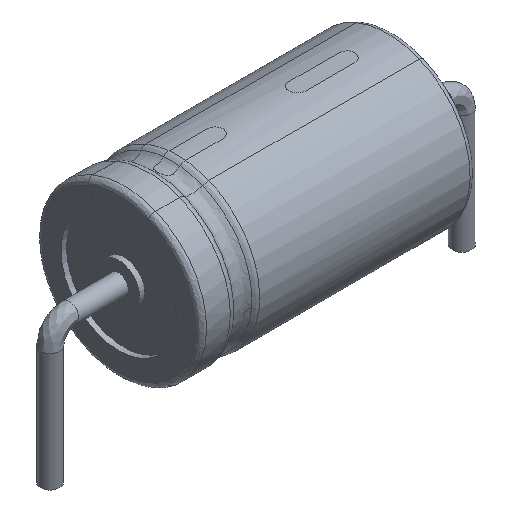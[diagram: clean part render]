
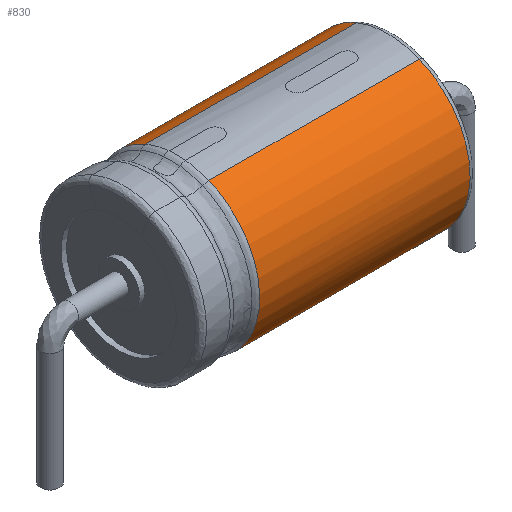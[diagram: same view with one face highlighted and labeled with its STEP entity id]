
A CAD part, isometric view. The second image highlights one B-rep face of the part: STEP entity #830.
In plain terms, the highlighted cylindrical face has radius 3 mm (diameter 6 mm), a partial arc.
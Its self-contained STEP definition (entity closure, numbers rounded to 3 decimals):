
#170=DIRECTION('',(-1.,0.,0.));
#183=DIRECTION('',(0.,0.383,0.924));
#286=VECTOR('',#287,1.);
#287=DIRECTION('',(1.,0.,0.));
#654=VERTEX_POINT('',#655);
#655=CARTESIAN_POINT('',(-2.865,1.148,5.772));
#665=ORIENTED_EDGE('',*,*,#666,.T.);
#666=EDGE_CURVE('',#654,#667,#669,.T.);
#667=VERTEX_POINT('',#668);
#668=CARTESIAN_POINT('',(-2.865,-1.148,5.772));
#669=B_SPLINE_CURVE_WITH_KNOTS('',12,(#670,#671,#672,#673,#674,#675,#676,#677,#678,#679,#680,#681,#682,#683,#684,#685,#686,#687,#688,#689,#690,#691,#692,#693,#694,#695,#696,#697,#698,#699,#700,#701,#702,#703,#704),.UNSPECIFIED.,.F.,.F.,(13,11,11,13),(-0.703,0.,16.493,17.196),.UNSPECIFIED.);
#670=CARTESIAN_POINT('',(-2.865,0.499,6.041));
#671=CARTESIAN_POINT('',(-2.865,0.553,6.018));
#672=CARTESIAN_POINT('',(-2.865,0.608,5.995));
#673=CARTESIAN_POINT('',(-2.865,0.662,5.973));
#674=CARTESIAN_POINT('',(-2.865,0.716,5.95));
#675=CARTESIAN_POINT('',(-2.865,0.771,5.928));
#676=CARTESIAN_POINT('',(-2.865,0.825,5.906));
#677=CARTESIAN_POINT('',(-2.865,0.879,5.883));
#678=CARTESIAN_POINT('',(-2.865,0.933,5.861));
#679=CARTESIAN_POINT('',(-2.865,0.987,5.838));
#680=CARTESIAN_POINT('',(-2.865,1.041,5.816));
#681=CARTESIAN_POINT('',(-2.865,1.094,5.794));
#682=CARTESIAN_POINT('',(-2.865,2.409,5.249));
#683=CARTESIAN_POINT('',(-2.865,3.43,4.093));
#684=CARTESIAN_POINT('',(-2.865,3.835,2.423));
#685=CARTESIAN_POINT('',(-2.865,3.308,0.633));
#686=CARTESIAN_POINT('',(-2.865,1.995,-0.699));
#687=CARTESIAN_POINT('',(-2.865,0.,-1.367));
#688=CARTESIAN_POINT('',(-2.865,-1.995,-0.699));
#689=CARTESIAN_POINT('',(-2.865,-3.308,0.633));
#690=CARTESIAN_POINT('',(-2.865,-3.835,2.423));
#691=CARTESIAN_POINT('',(-2.865,-3.43,4.093));
#692=CARTESIAN_POINT('',(-2.865,-2.409,5.249));
#693=CARTESIAN_POINT('',(-2.865,-1.094,5.794));
#694=CARTESIAN_POINT('',(-2.865,-1.041,5.816));
#695=CARTESIAN_POINT('',(-2.865,-0.987,5.838));
#696=CARTESIAN_POINT('',(-2.865,-0.933,5.861));
#697=CARTESIAN_POINT('',(-2.865,-0.879,5.883));
#698=CARTESIAN_POINT('',(-2.865,-0.825,5.906));
#699=CARTESIAN_POINT('',(-2.865,-0.771,5.928));
#700=CARTESIAN_POINT('',(-2.865,-0.716,5.95));
#701=CARTESIAN_POINT('',(-2.865,-0.662,5.973));
#702=CARTESIAN_POINT('',(-2.865,-0.608,5.995));
#703=CARTESIAN_POINT('',(-2.865,-0.553,6.018));
#704=CARTESIAN_POINT('',(-2.865,-0.499,6.041));
#830=ADVANCED_FACE('',(#831),#850,.T.);
#831=FACE_BOUND('',#832,.F.);
#832=EDGE_LOOP('',(#833,#665,#839,#845));
#833=ORIENTED_EDGE('',*,*,#834,.F.);
#834=EDGE_CURVE('',#654,#835,#837,.T.);
#835=VERTEX_POINT('',#836);
#836=CARTESIAN_POINT('',(4.8,1.148,5.772));
#837=LINE('',#838,#286);
#838=CARTESIAN_POINT('',(-3.,1.148,5.772));
#839=ORIENTED_EDGE('',*,*,#840,.T.);
#840=EDGE_CURVE('',#667,#841,#843,.T.);
#841=VERTEX_POINT('',#842);
#842=CARTESIAN_POINT('',(4.8,-1.148,5.772));
#843=LINE('',#844,#286);
#844=CARTESIAN_POINT('',(-3.,-1.148,5.772));
#845=ORIENTED_EDGE('',*,*,#846,.F.);
#846=EDGE_CURVE('',#835,#841,#847,.T.);
#847=CIRCLE('',#848,3.);
#848=AXIS2_PLACEMENT_3D('',#849,#170,#183);
#849=CARTESIAN_POINT('',(4.8,0.,3.));
#850=CYLINDRICAL_SURFACE('',#851,3.);
#851=AXIS2_PLACEMENT_3D('',#852,#287,#183);
#852=CARTESIAN_POINT('',(-3.,0.,3.));
